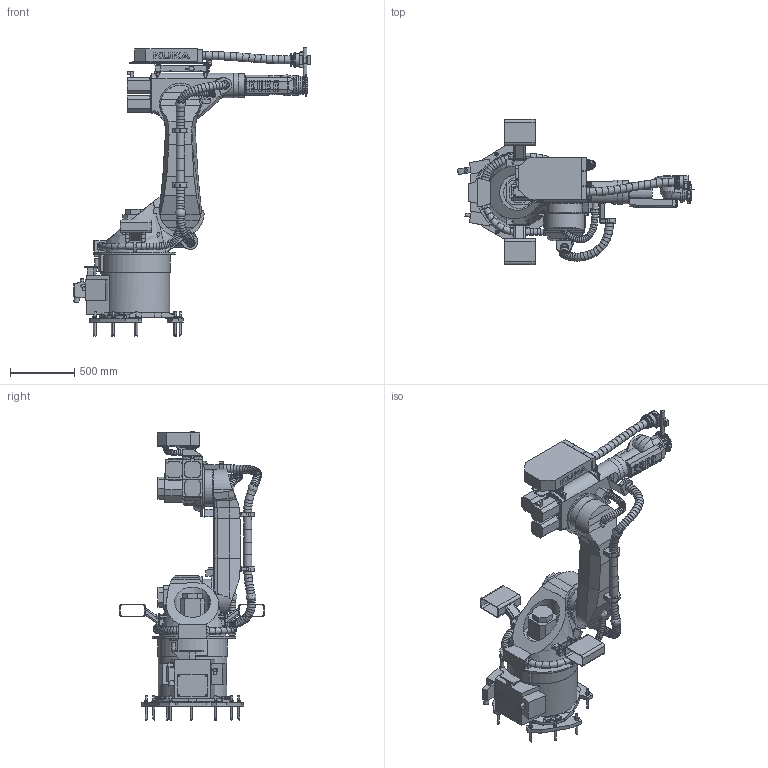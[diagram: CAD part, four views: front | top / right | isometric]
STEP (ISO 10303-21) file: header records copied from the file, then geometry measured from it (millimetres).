
FILE_DESCRIPTION(/* description */ (''),/* implementation_level */ '2;1');
FILE_NAME(/* name */ 'KR30-HA_KR60HA_KR30-3_KR60-3.stp',/* time_stamp */ '2014-05-26T07:43:49+02:00',/* author */ (''),/* organization */ (''),/* preprocessor_version */ 'ST-DEVELOPER v11',/* originating_system */ 'SIEMENS PLM Software NX 7.5',/* authorisation */ '');
FILE_SCHEMA (('AUTOMOTIVE_DESIGN { 1 0 10303 214 1 1 1 1 }'));
Products named in the file (1): KR30-HA_KR60HA_KR30-3_KR60-3
Bounding box: 1839.89 x 1128 x 2241.26 mm (x, y, z)
Volume: 367515608.1 mm3; surface area: 11155469.3 mm2
Topology: 53 solids, 55 shells, 2432 faces, 5948 edges, 3841 vertices
Faces by surface type: plane 1478, cylinder 456, torus 247, extrusion 117, cone 114, bspline 16, sphere 4
Full cylindrical faces by diameter (mm): 5 x11, 6 x3, 6.4 x12, 6.6 x8, 6.8 x4, 7 x10, 7.8 x1, 8 x7, 8.4 x8, 9 x28, 10 x4, 11 x2, 16 x26, 17 x8, 20 x10, 24 x6, 25 x1, 26 x2, 30 x11, 40 x3, 45 x6, 49 x5, 52 x1, 53.5 x5, 54 x1, 62 x6, 63 x1, 66 x6, 70 x1, 72 x1
Entity records: 76744 total; most frequent: CARTESIAN_POINT 16897, DIRECTION 10825, ORIENTED_EDGE 10544, EDGE_CURVE 5272, AXIS2_PLACEMENT_3D 3743, VERTEX_POINT 3715, VECTOR 3339, EDGE_LOOP 3328
